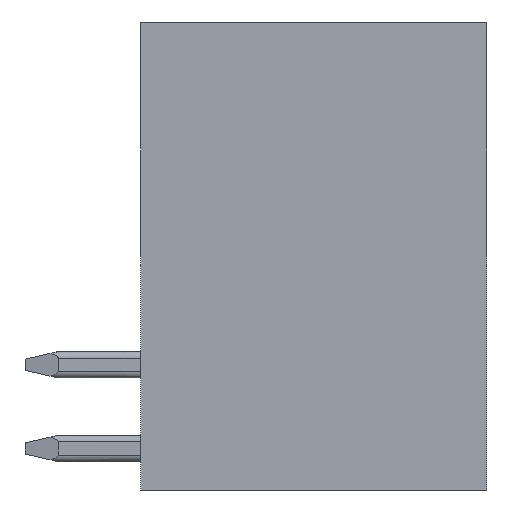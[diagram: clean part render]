
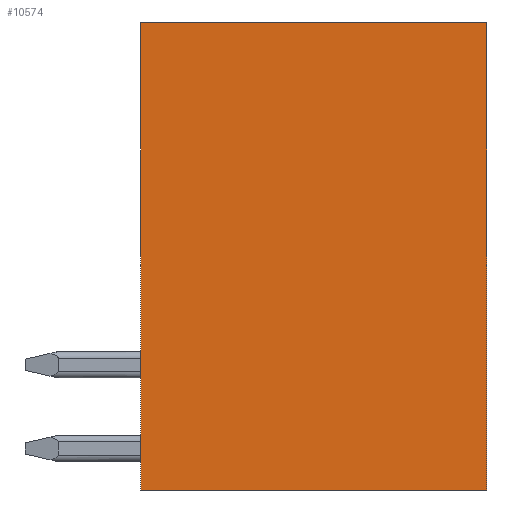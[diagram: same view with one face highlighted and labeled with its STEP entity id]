
A CAD part, front view. The second image highlights one B-rep face of the part: STEP entity #10574.
In plain terms, the highlighted planar face has unit normal (0, -1, 0).
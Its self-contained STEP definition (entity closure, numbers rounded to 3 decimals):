
#2551=DIRECTION('',(-1.,0.,0.));
#2552=VECTOR('',#2551,10.5);
#2553=CARTESIAN_POINT('',(5.25,-14.95,7.1));
#2554=LINE('',#2553,#2552);
#2555=DIRECTION('',(0.,0.,1.));
#2556=VECTOR('',#2555,14.2);
#2557=CARTESIAN_POINT('',(5.25,-14.95,-7.1));
#2558=LINE('',#2557,#2556);
#2559=DIRECTION('',(1.,0.,0.));
#2560=VECTOR('',#2559,10.5);
#2561=CARTESIAN_POINT('',(-5.25,-14.95,-7.1));
#2562=LINE('',#2561,#2560);
#2563=DIRECTION('',(0.,0.,-1.));
#2564=VECTOR('',#2563,14.2);
#2565=CARTESIAN_POINT('',(-5.25,-14.95,7.1));
#2566=LINE('',#2565,#2564);
#6249=CARTESIAN_POINT('',(5.25,-14.95,7.1));
#6250=CARTESIAN_POINT('',(-5.25,-14.95,7.1));
#6251=VERTEX_POINT('',#6249);
#6252=VERTEX_POINT('',#6250);
#6253=CARTESIAN_POINT('',(-5.25,-14.95,-7.1));
#6254=VERTEX_POINT('',#6253);
#6255=CARTESIAN_POINT('',(5.25,-14.95,-7.1));
#6256=VERTEX_POINT('',#6255);
#10563=CARTESIAN_POINT('',(0.,-14.95,0.));
#10564=DIRECTION('',(0.,-1.,0.));
#10565=DIRECTION('',(0.,0.,-1.));
#10566=AXIS2_PLACEMENT_3D('',#10563,#10564,#10565);
#10567=PLANE('',#10566);
#10568=ORIENTED_EDGE('',*,*,#10398,.F.);
#10569=ORIENTED_EDGE('',*,*,#10451,.F.);
#10570=ORIENTED_EDGE('',*,*,#10555,.F.);
#10571=ORIENTED_EDGE('',*,*,#7660,.F.);
#10572=EDGE_LOOP('',(#10568,#10569,#10570,#10571));
#10573=FACE_OUTER_BOUND('',#10572,.F.);
#10574=ADVANCED_FACE('',(#10573),#10567,.T.);
#7660=EDGE_CURVE('',#6252,#6254,#2566,.T.);
#10398=EDGE_CURVE('',#6251,#6252,#2554,.T.);
#10451=EDGE_CURVE('',#6256,#6251,#2558,.T.);
#10555=EDGE_CURVE('',#6254,#6256,#2562,.T.);
